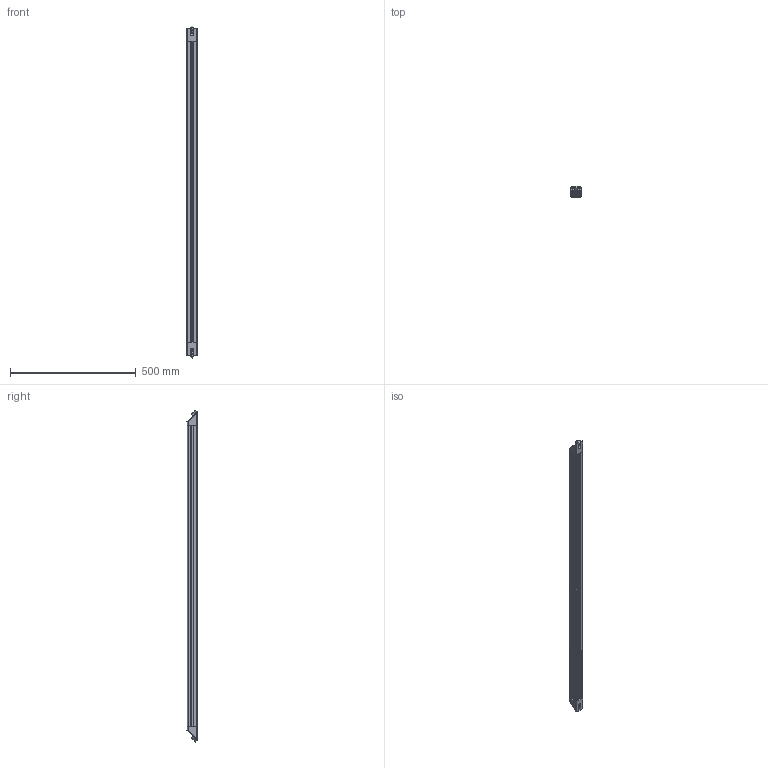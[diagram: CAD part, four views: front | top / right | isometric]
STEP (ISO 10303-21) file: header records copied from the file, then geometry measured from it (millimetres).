
FILE_DESCRIPTION(/* description */ (''),/* implementation_level */ '2;1');
FILE_NAME(/* name */ '19514_KriTec_Schutzzaunstrebe_8_40x40-45°-1200mm.stp',/* time_stamp */ '2015-11-04T13:20:55+01:00',/* author */ ('kostic'),/* organization */ (''),/* preprocessor_version */ 'ST-DEVELOPER v15.2',/* originating_system */ 'Autodesk Inventor 2014',/* authorisation */ '');
FILE_SCHEMA (('CONFIG_CONTROL_DESIGN'));
Length unit declared in the file: millimetre
Products named in the file (7): 11395_KriTec_Profilverbindungsblock_8_40x40-45°; 11008_KriTec_Nutenstein_8_St_M8_mit_Steg; 11662_KriTec_Halbrundschraube_ISO_7380_M8x16; 11664_KriTec_Halbrundschraube_ISO_7380_M8x20; 11396_KriTec_Profilverbindungsblock_8_40x40-45°_mit_Befestigungss
atz; 10042_KriTec_Profil_8_40x40_leicht_1200mm; 19514_KriTec_Schutzzaunstrebe_8_40x40-45°-1200mm
Assembly tree (7 placements, depth 3):
  19514_KriTec_Schutzzaunstrebe_8_40x40-45°-1200mm
    11396_KriTec_Profilverbindungsblock_8_40x40-45°_mit_Befestigungss
atz  x2
      11395_KriTec_Profilverbindungsblock_8_40x40-45°
      11008_KriTec_Nutenstein_8_St_M8_mit_Steg
      11662_KriTec_Halbrundschraube_ISO_7380_M8x16
      11664_KriTec_Halbrundschraube_ISO_7380_M8x20
    10042_KriTec_Profil_8_40x40_leicht_1200mm
Bounding box: 40 x 41.72 x 1320.4 mm (x, y, z)
Volume: 867157.3 mm3; surface area: 583008.3 mm2
Topology: 9 solids, 9 shells, 447 faces, 1169 edges, 732 vertices
Faces by surface type: plane 228, cylinder 179, sphere 26, cone 8, torus 6
Full cylindrical faces by diameter (mm): 6.647 x2, 6.8 x1, 8 x4, 9 x2, 14 x4
Entity records: 9517 total; most frequent: CARTESIAN_POINT 1723, DIRECTION 1638, ORIENTED_EDGE 1546, EDGE_CURVE 773, AXIS2_PLACEMENT_3D 573, VERTEX_POINT 508, LINE 492, VECTOR 492
